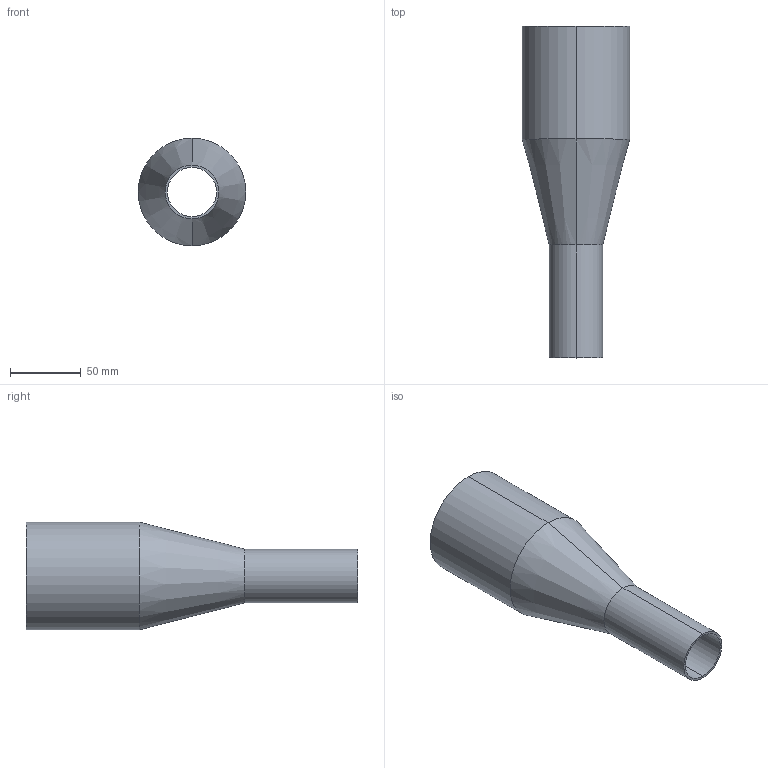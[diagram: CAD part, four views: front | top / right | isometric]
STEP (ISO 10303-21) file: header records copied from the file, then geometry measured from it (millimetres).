
FILE_DESCRIPTION (( 'STEP AP214' ), '1' );
FILE_NAME ('DT11C 76.2x38.1.STEP', '2014-02-12T02:34:38', ( '' ), ( '' ), 'SwSTEP 2.0', 'SolidWorks 2013', '' );
FILE_SCHEMA (( 'AUTOMOTIVE_DESIGN' ));
Length unit declared in the file: millimetre
Products named in the file (1): DT11C 76.2x38.1
Bounding box: 76.2 x 235 x 76.2 mm (x, y, z)
Volume: 67607.5 mm3; surface area: 83354.3 mm2
Topology: 1 solids, 1 shells, 14 faces, 28 edges, 16 vertices
Faces by surface type: cylinder 8, cone 4, plane 2
Entity records: 402 total; most frequent: DIRECTION 74, CARTESIAN_POINT 59, ORIENTED_EDGE 56, AXIS2_PLACEMENT_3D 31, EDGE_CURVE 28, EDGE_LOOP 16, VERTEX_POINT 16, CIRCLE 16
